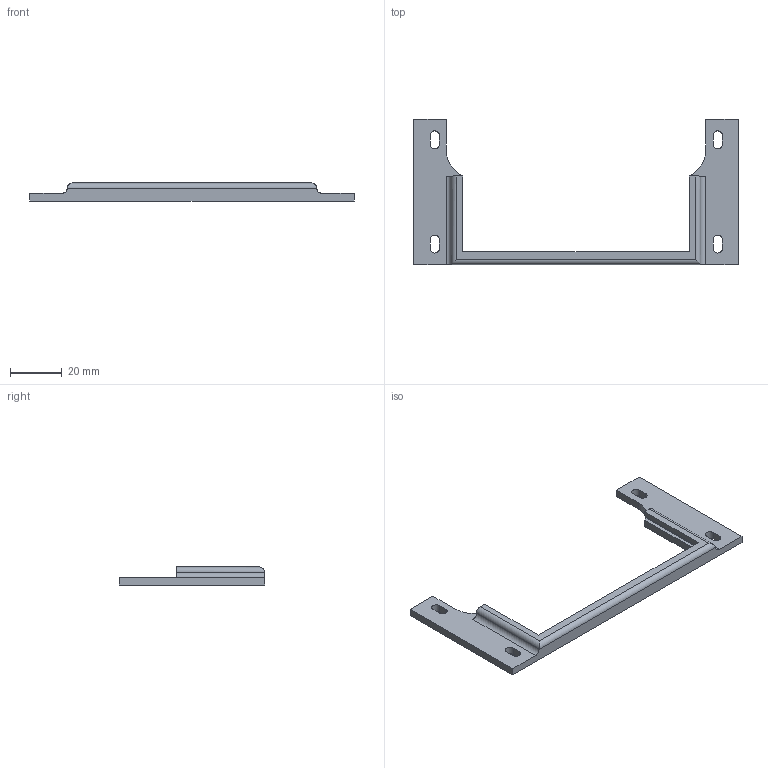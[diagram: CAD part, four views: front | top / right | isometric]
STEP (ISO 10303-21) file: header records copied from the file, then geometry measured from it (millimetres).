
FILE_DESCRIPTION((''),'2;1');
FILE_NAME('9','2022-01-20T16:15:16',('86183'),(''),'CREO PARAMETRIC BY PTC INC, 2018400','CREO PARAMETRIC BY PTC INC, 2018400','');
FILE_SCHEMA(('CONFIG_CONTROL_DESIGN'));
Length unit declared in the file: millimetre
Products named in the file (1): 9
Bounding box: 125.8 x 56.4 x 7 mm (x, y, z)
Volume: 9193.4 mm3; surface area: 7620.7 mm2
Topology: 1 solids, 1 shells, 45 faces, 127 edges, 84 vertices
Faces by surface type: plane 30, cylinder 15
Entity records: 1519 total; most frequent: CARTESIAN_POINT 274, ORIENTED_EDGE 254, DIRECTION 241, EDGE_CURVE 127, VECTOR 99, LINE 99, VERTEX_POINT 84, AXIS2_PLACEMENT_3D 71
